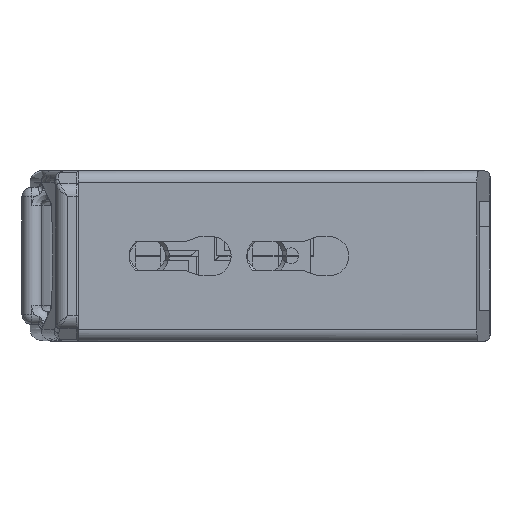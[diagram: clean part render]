
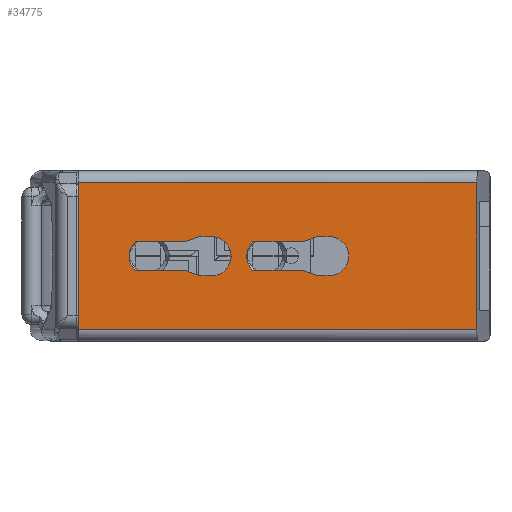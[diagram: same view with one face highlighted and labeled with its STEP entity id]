
A CAD part, left-side view. The second image highlights one B-rep face of the part: STEP entity #34775.
In plain terms, the highlighted planar face has unit normal (-1, 0, 0).
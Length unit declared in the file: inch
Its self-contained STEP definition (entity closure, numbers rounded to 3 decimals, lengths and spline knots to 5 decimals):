
#32657=DIRECTION('',(0.,1.,0.));
#32658=VECTOR('',#32657,1.01627);
#32659=CARTESIAN_POINT('',(0.159,-0.54127,0.187));
#32660=LINE('',#32659,#32658);
#32675=DIRECTION('',(0.,1.,0.));
#32676=VECTOR('',#32675,0.03);
#32677=CARTESIAN_POINT('',(0.159,0.135,0.05));
#32678=LINE('',#32677,#32676);
#32679=DIRECTION('',(0.,0.94,-0.342));
#32680=VECTOR('',#32679,0.04093);
#32681=CARTESIAN_POINT('',(0.159,0.165,0.05));
#32682=LINE('',#32681,#32680);
#32683=DIRECTION('',(0.,1.,0.));
#32684=VECTOR('',#32683,0.12623);
#32685=CARTESIAN_POINT('',(0.159,0.20346,0.036));
#32686=LINE('',#32685,#32684);
#32687=CARTESIAN_POINT('',(0.159,0.295,0.));
#32688=DIRECTION('',(-1.,0.,0.));
#32689=DIRECTION('',(0.,0.694,0.72));
#32690=AXIS2_PLACEMENT_3D('',#32687,#32688,#32689);
#32692=DIRECTION('',(0.,-1.,0.));
#32693=VECTOR('',#32692,0.12623);
#32694=CARTESIAN_POINT('',(0.159,0.3297,-0.036));
#32695=LINE('',#32694,#32693);
#32696=DIRECTION('',(0.,-0.94,-0.342));
#32697=VECTOR('',#32696,0.04093);
#32698=CARTESIAN_POINT('',(0.159,0.20346,-0.036));
#32699=LINE('',#32698,#32697);
#32700=DIRECTION('',(0.,-1.,0.));
#32701=VECTOR('',#32700,0.03);
#32702=CARTESIAN_POINT('',(0.159,0.165,-0.05));
#32703=LINE('',#32702,#32701);
#32704=CARTESIAN_POINT('',(0.159,0.135,0.));
#32705=DIRECTION('',(-1.,0.,0.));
#32706=DIRECTION('',(0.,0.,-1.));
#32707=AXIS2_PLACEMENT_3D('',#32704,#32705,#32706);
#32709=DIRECTION('',(0.,1.,0.));
#32710=VECTOR('',#32709,0.03);
#32711=CARTESIAN_POINT('',(0.159,-0.165,0.05));
#32712=LINE('',#32711,#32710);
#32713=DIRECTION('',(0.,0.94,-0.342));
#32714=VECTOR('',#32713,0.04093);
#32715=CARTESIAN_POINT('',(0.159,-0.135,0.05));
#32716=LINE('',#32715,#32714);
#32717=DIRECTION('',(0.,1.,0.));
#32718=VECTOR('',#32717,0.12623);
#32719=CARTESIAN_POINT('',(0.159,-0.09654,0.036));
#32720=LINE('',#32719,#32718);
#32721=CARTESIAN_POINT('',(0.159,-0.005,0.));
#32722=DIRECTION('',(-1.,0.,0.));
#32723=DIRECTION('',(0.,0.694,0.72));
#32724=AXIS2_PLACEMENT_3D('',#32721,#32722,#32723);
#32726=DIRECTION('',(0.,-1.,0.));
#32727=VECTOR('',#32726,0.12623);
#32728=CARTESIAN_POINT('',(0.159,0.0297,-0.036));
#32729=LINE('',#32728,#32727);
#32730=DIRECTION('',(0.,-0.94,-0.342));
#32731=VECTOR('',#32730,0.04093);
#32732=CARTESIAN_POINT('',(0.159,-0.09654,-0.036));
#32733=LINE('',#32732,#32731);
#32734=DIRECTION('',(0.,-1.,0.));
#32735=VECTOR('',#32734,0.03);
#32736=CARTESIAN_POINT('',(0.159,-0.135,-0.05));
#32737=LINE('',#32736,#32735);
#32738=CARTESIAN_POINT('',(0.159,-0.165,0.));
#32739=DIRECTION('',(-1.,0.,0.));
#32740=DIRECTION('',(0.,0.,-1.));
#32741=AXIS2_PLACEMENT_3D('',#32738,#32739,#32740);
#32743=DIRECTION('',(0.,0.,1.));
#32744=VECTOR('',#32743,0.374);
#32745=CARTESIAN_POINT('',(0.159,-0.54127,-0.187));
#32746=LINE('',#32745,#32744);
#32995=DIRECTION('',(0.,1.,0.));
#32996=VECTOR('',#32995,1.01627);
#32997=CARTESIAN_POINT('',(0.159,-0.54127,-0.187));
#32998=LINE('',#32997,#32996);
#33196=DIRECTION('',(0.,0.,-1.));
#33197=VECTOR('',#33196,0.374);
#33198=CARTESIAN_POINT('',(0.159,0.475,0.187));
#33199=LINE('',#33198,#33197);
#33951=CARTESIAN_POINT('',(0.159,0.135,-0.05));
#33952=CARTESIAN_POINT('',(0.159,0.135,0.05));
#33953=VERTEX_POINT('',#33951);
#33954=VERTEX_POINT('',#33952);
#33955=CARTESIAN_POINT('',(0.159,0.20346,-0.036));
#33957=VERTEX_POINT('',#33955);
#33959=CARTESIAN_POINT('',(0.159,0.20346,0.036));
#33961=VERTEX_POINT('',#33959);
#33964=CARTESIAN_POINT('',(0.159,0.3297,-0.036));
#33966=VERTEX_POINT('',#33964);
#33968=CARTESIAN_POINT('',(0.159,0.3297,0.036));
#33970=VERTEX_POINT('',#33968);
#33972=CARTESIAN_POINT('',(0.159,0.165,-0.05));
#33974=VERTEX_POINT('',#33972);
#33976=CARTESIAN_POINT('',(0.159,0.165,0.05));
#33978=VERTEX_POINT('',#33976);
#33983=CARTESIAN_POINT('',(0.159,-0.165,-0.05));
#33984=CARTESIAN_POINT('',(0.159,-0.165,0.05));
#33985=VERTEX_POINT('',#33983);
#33986=VERTEX_POINT('',#33984);
#33987=CARTESIAN_POINT('',(0.159,-0.09654,-0.036));
#33989=VERTEX_POINT('',#33987);
#33991=CARTESIAN_POINT('',(0.159,-0.09654,0.036));
#33993=VERTEX_POINT('',#33991);
#33996=CARTESIAN_POINT('',(0.159,0.0297,-0.036));
#33998=VERTEX_POINT('',#33996);
#34000=CARTESIAN_POINT('',(0.159,0.0297,0.036));
#34002=VERTEX_POINT('',#34000);
#34004=CARTESIAN_POINT('',(0.159,-0.135,-0.05));
#34006=VERTEX_POINT('',#34004);
#34008=CARTESIAN_POINT('',(0.159,-0.135,0.05));
#34010=VERTEX_POINT('',#34008);
#34011=CARTESIAN_POINT('',(0.159,0.475,0.187));
#34012=CARTESIAN_POINT('',(0.159,0.475,-0.187));
#34013=VERTEX_POINT('',#34011);
#34014=VERTEX_POINT('',#34012);
#34090=CARTESIAN_POINT('',(0.159,-0.54127,-0.187));
#34091=CARTESIAN_POINT('',(0.159,-0.54127,0.187));
#34092=VERTEX_POINT('',#34090);
#34093=VERTEX_POINT('',#34091);
#34726=CARTESIAN_POINT('',(0.159,-0.575,0.217));
#34727=DIRECTION('',(1.,0.,0.));
#34728=DIRECTION('',(0.,1.,0.));
#34729=AXIS2_PLACEMENT_3D('',#34726,#34727,#34728);
#34730=PLANE('',#34729);
#34731=ORIENTED_EDGE('',*,*,#34270,.F.);
#34733=ORIENTED_EDGE('',*,*,#34732,.T.);
#34735=ORIENTED_EDGE('',*,*,#34734,.F.);
#34736=ORIENTED_EDGE('',*,*,#34716,.F.);
#34737=EDGE_LOOP('',(#34731,#34733,#34735,#34736));
#34738=FACE_OUTER_BOUND('',#34737,.F.);
#34740=ORIENTED_EDGE('',*,*,#34739,.T.);
#34742=ORIENTED_EDGE('',*,*,#34741,.T.);
#34744=ORIENTED_EDGE('',*,*,#34743,.T.);
#34746=ORIENTED_EDGE('',*,*,#34745,.T.);
#34748=ORIENTED_EDGE('',*,*,#34747,.T.);
#34750=ORIENTED_EDGE('',*,*,#34749,.T.);
#34752=ORIENTED_EDGE('',*,*,#34751,.T.);
#34754=ORIENTED_EDGE('',*,*,#34753,.T.);
#34755=EDGE_LOOP('',(#34740,#34742,#34744,#34746,#34748,#34750,#34752,#34754));
#34756=FACE_BOUND('',#34755,.F.);
#34758=ORIENTED_EDGE('',*,*,#34757,.T.);
#34760=ORIENTED_EDGE('',*,*,#34759,.T.);
#34762=ORIENTED_EDGE('',*,*,#34761,.T.);
#34764=ORIENTED_EDGE('',*,*,#34763,.T.);
#34766=ORIENTED_EDGE('',*,*,#34765,.T.);
#34768=ORIENTED_EDGE('',*,*,#34767,.T.);
#34770=ORIENTED_EDGE('',*,*,#34769,.T.);
#34772=ORIENTED_EDGE('',*,*,#34771,.T.);
#34773=EDGE_LOOP('',(#34758,#34760,#34762,#34764,#34766,#34768,#34770,#34772));
#34774=FACE_BOUND('',#34773,.F.);
#34775=ADVANCED_FACE('',(#34738,#34756,#34774),#34730,.F.);
#32691=CIRCLE('',#32690,0.05);
#32708=CIRCLE('',#32707,0.05);
#32725=CIRCLE('',#32724,0.05);
#32742=CIRCLE('',#32741,0.05);
#34270=EDGE_CURVE('',#34092,#34093,#32746,.T.);
#34716=EDGE_CURVE('',#34093,#34013,#32660,.T.);
#34732=EDGE_CURVE('',#34092,#34014,#32998,.T.);
#34734=EDGE_CURVE('',#34013,#34014,#33199,.T.);
#34739=EDGE_CURVE('',#33986,#34010,#32712,.T.);
#34741=EDGE_CURVE('',#34010,#33993,#32716,.T.);
#34743=EDGE_CURVE('',#33993,#34002,#32720,.T.);
#34745=EDGE_CURVE('',#34002,#33998,#32725,.T.);
#34747=EDGE_CURVE('',#33998,#33989,#32729,.T.);
#34749=EDGE_CURVE('',#33989,#34006,#32733,.T.);
#34751=EDGE_CURVE('',#34006,#33985,#32737,.T.);
#34753=EDGE_CURVE('',#33985,#33986,#32742,.T.);
#34757=EDGE_CURVE('',#33954,#33978,#32678,.T.);
#34759=EDGE_CURVE('',#33978,#33961,#32682,.T.);
#34761=EDGE_CURVE('',#33961,#33970,#32686,.T.);
#34763=EDGE_CURVE('',#33970,#33966,#32691,.T.);
#34765=EDGE_CURVE('',#33966,#33957,#32695,.T.);
#34767=EDGE_CURVE('',#33957,#33974,#32699,.T.);
#34769=EDGE_CURVE('',#33974,#33953,#32703,.T.);
#34771=EDGE_CURVE('',#33953,#33954,#32708,.T.);
